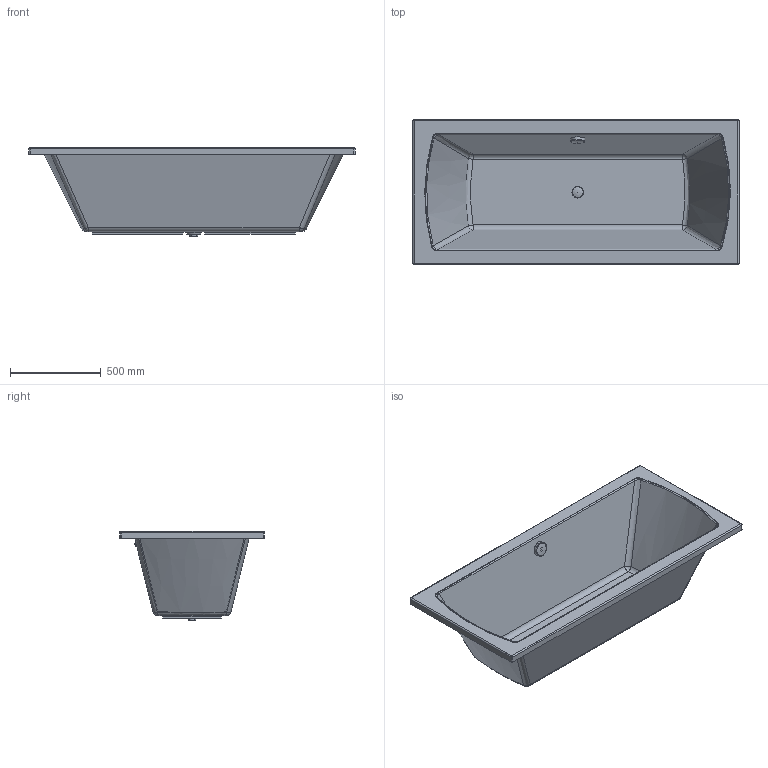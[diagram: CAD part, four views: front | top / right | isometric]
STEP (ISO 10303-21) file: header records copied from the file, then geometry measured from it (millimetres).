
FILE_DESCRIPTION((''),'2;1');
FILE_NAME('700028.stp','2008-08-23T11:32:41',('Huebner'),(''),'Autodesk Inventor 11','Autodesk Inventor 11','');
FILE_SCHEMA(('AUTOMOTIVE_DESIGN { 1 0 10303 214 1 1 1 1 }'));
Length unit declared in the file: millimetre
Products named in the file (5): 700028; Kelch; Stopfen; Verschluss_Ueberlauf
Assembly tree (4 placements, depth 2):
  700028
    700028
    Kelch
    Stopfen
    Verschluss_Ueberlauf
Bounding box: 1800 x 800 x 492 mm (x, y, z)
Volume: 25339583.1 mm3; surface area: 5907426.5 mm2
Topology: 4 solids, 4 shells, 140 faces, 323 edges, 179 vertices
Faces by surface type: plane 46, cylinder 40, bspline 36, sphere 8, torus 6, cone 4
Full cylindrical faces by diameter (mm): 15 x1, 40 x1, 42 x1, 44 x1, 52 x1, 60 x1, 74 x1, 79.999 x1
Entity records: 6690 total; most frequent: CARTESIAN_POINT 3719, ORIENTED_EDGE 576, DIRECTION 568, EDGE_CURVE 288, AXIS2_PLACEMENT_3D 223, VERTEX_POINT 175, EDGE_LOOP 173, FACE_OUTER_BOUND 140
